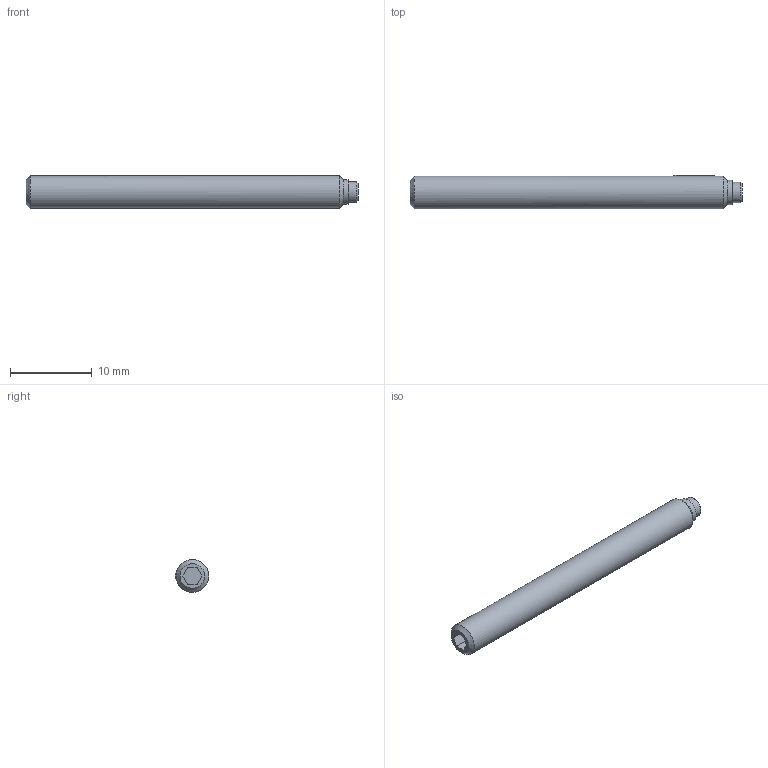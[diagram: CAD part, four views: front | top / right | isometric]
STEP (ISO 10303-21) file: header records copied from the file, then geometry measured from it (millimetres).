
FILE_DESCRIPTION( ( 'STEP AP214' ), '1' );
FILE_NAME( 'K0668.204X405.stp', '2020-12-09T10:52:08', ( '' ), ( '' ), ' ', 'PARTsolutions', ' ' );
FILE_SCHEMA( ( 'AUTOMOTIVE_DESIGN { 1 0 10303 214 1 1 1 1 }' ) );
Length unit declared in the file: millimetre
Products named in the file (1): _K0668.204X405
Bounding box: 40.5 x 4.1 x 4 mm (x, y, z)
Volume: 483.8 mm3; surface area: 551.6 mm2
Topology: 1 solids, 2 shells, 32 faces, 72 edges, 45 vertices
Faces by surface type: plane 23, cone 5, cylinder 4
Full cylindrical faces by diameter (mm): 2.5 x2, 3 x1, 4 x1
Entity records: 1075 total; most frequent: CARTESIAN_POINT 155, DIRECTION 133, ORIENTED_EDGE 120, EDGE_CURVE 60, LINE 45, VECTOR 45, AXIS2_PLACEMENT_3D 44, EDGE_LOOP 42
